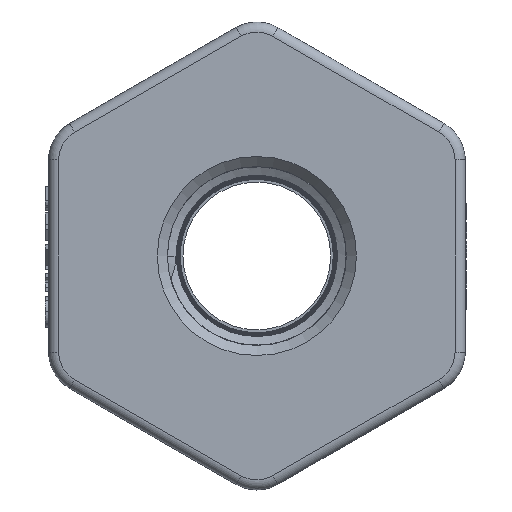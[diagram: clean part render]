
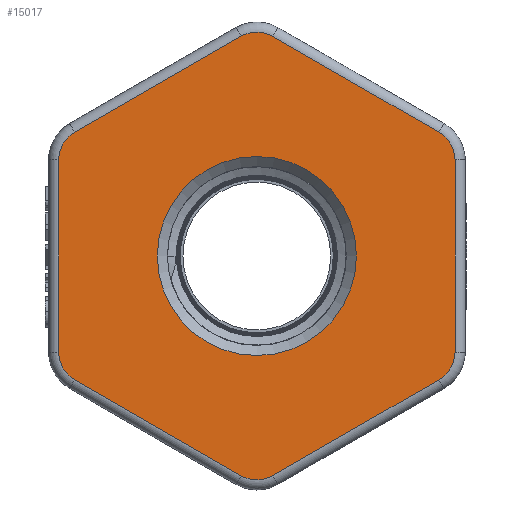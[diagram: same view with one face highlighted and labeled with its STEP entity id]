
A CAD part, left-side view. The second image highlights one B-rep face of the part: STEP entity #15017.
In plain terms, the highlighted planar face has unit normal (-1, 0, 0).
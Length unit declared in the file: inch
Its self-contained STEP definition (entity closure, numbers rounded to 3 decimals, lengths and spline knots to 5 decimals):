
#237=FACE_BOUND('',#1922,.T.);
#302=PLANE('',#16077);
#1050=FACE_OUTER_BOUND('',#1921,.T.);
#1921=EDGE_LOOP('',(#10848,#10849,#10850,#10851,#10852,#10853,#10854,#10855,
#10856,#10857,#10858,#10859));
#1922=EDGE_LOOP('',(#10860));
#2809=CIRCLE('',#16034,0.19);
#2815=CIRCLE('',#16042,0.19);
#2819=CIRCLE('',#16048,0.19);
#2823=CIRCLE('',#16054,0.19);
#2827=CIRCLE('',#16060,0.19);
#2831=CIRCLE('',#16066,0.19);
#2835=CIRCLE('',#16078,0.5925);
#3600=LINE('',#23027,#5137);
#3602=LINE('',#23039,#5139);
#3604=LINE('',#23051,#5141);
#3606=LINE('',#23063,#5143);
#3608=LINE('',#23075,#5145);
#3610=LINE('',#23084,#5147);
#5137=VECTOR('',#17292,0.3937);
#5139=VECTOR('',#17306,0.3937);
#5141=VECTOR('',#17320,0.3937);
#5143=VECTOR('',#17334,0.3937);
#5145=VECTOR('',#17348,0.3937);
#5147=VECTOR('',#17360,0.3937);
#6772=VERTEX_POINT('',#23015);
#6773=VERTEX_POINT('',#23017);
#6775=VERTEX_POINT('',#23023);
#6777=VERTEX_POINT('',#23029);
#6779=VERTEX_POINT('',#23035);
#6781=VERTEX_POINT('',#23041);
#6783=VERTEX_POINT('',#23047);
#6785=VERTEX_POINT('',#23053);
#6787=VERTEX_POINT('',#23059);
#6789=VERTEX_POINT('',#23065);
#6791=VERTEX_POINT('',#23071);
#6793=VERTEX_POINT('',#23077);
#6806=VERTEX_POINT('',#23120);
#8353=EDGE_CURVE('',#6772,#6773,#2809,.T.);
#8358=EDGE_CURVE('',#6773,#6775,#3600,.T.);
#8361=EDGE_CURVE('',#6775,#6777,#2815,.T.);
#8364=EDGE_CURVE('',#6777,#6779,#3602,.T.);
#8367=EDGE_CURVE('',#6779,#6781,#2819,.T.);
#8370=EDGE_CURVE('',#6781,#6783,#3604,.T.);
#8373=EDGE_CURVE('',#6783,#6785,#2823,.T.);
#8376=EDGE_CURVE('',#6785,#6787,#3606,.T.);
#8379=EDGE_CURVE('',#6787,#6789,#2827,.T.);
#8382=EDGE_CURVE('',#6789,#6791,#3608,.T.);
#8385=EDGE_CURVE('',#6791,#6793,#2831,.T.);
#8387=EDGE_CURVE('',#6793,#6772,#3610,.T.);
#8405=EDGE_CURVE('',#6806,#6806,#2835,.T.);
#10848=ORIENTED_EDGE('',*,*,#8353,.F.);
#10849=ORIENTED_EDGE('',*,*,#8387,.F.);
#10850=ORIENTED_EDGE('',*,*,#8385,.F.);
#10851=ORIENTED_EDGE('',*,*,#8382,.F.);
#10852=ORIENTED_EDGE('',*,*,#8379,.F.);
#10853=ORIENTED_EDGE('',*,*,#8376,.F.);
#10854=ORIENTED_EDGE('',*,*,#8373,.F.);
#10855=ORIENTED_EDGE('',*,*,#8370,.F.);
#10856=ORIENTED_EDGE('',*,*,#8367,.F.);
#10857=ORIENTED_EDGE('',*,*,#8364,.F.);
#10858=ORIENTED_EDGE('',*,*,#8361,.F.);
#10859=ORIENTED_EDGE('',*,*,#8358,.F.);
#10860=ORIENTED_EDGE('',*,*,#8405,.T.);
#15017=ADVANCED_FACE('',(#1050,#237),#302,.T.);
#16034=AXIS2_PLACEMENT_3D('',#23018,#17281,#17282);
#16042=AXIS2_PLACEMENT_3D('',#23033,#17299,#17300);
#16048=AXIS2_PLACEMENT_3D('',#23045,#17313,#17314);
#16054=AXIS2_PLACEMENT_3D('',#23057,#17327,#17328);
#16060=AXIS2_PLACEMENT_3D('',#23069,#17341,#17342);
#16066=AXIS2_PLACEMENT_3D('',#23081,#17355,#17356);
#16077=AXIS2_PLACEMENT_3D('',#23119,#17393,#17394);
#16078=AXIS2_PLACEMENT_3D('',#23121,#17395,#17396);
#17281=DIRECTION('center_axis',(1.,0.,0.));
#17282=DIRECTION('ref_axis',(0.,0.866,-0.5));
#17292=DIRECTION('',(0.,0.,1.));
#17299=DIRECTION('center_axis',(1.,0.,0.));
#17300=DIRECTION('ref_axis',(0.,0.866,0.5));
#17306=DIRECTION('',(0.,-0.866,0.5));
#17313=DIRECTION('center_axis',(1.,0.,0.));
#17314=DIRECTION('ref_axis',(0.,0.,1.));
#17320=DIRECTION('',(0.,-0.866,-0.5));
#17327=DIRECTION('center_axis',(1.,0.,0.));
#17328=DIRECTION('ref_axis',(0.,-0.866,0.5));
#17334=DIRECTION('',(0.,0.,-1.));
#17341=DIRECTION('center_axis',(1.,0.,0.));
#17342=DIRECTION('ref_axis',(0.,-0.866,-0.5));
#17348=DIRECTION('',(0.,0.866,-0.5));
#17355=DIRECTION('center_axis',(1.,0.,0.));
#17356=DIRECTION('ref_axis',(0.,0.,-1.));
#17360=DIRECTION('',(0.,0.866,0.5));
#17393=DIRECTION('center_axis',(-1.,0.,0.));
#17394=DIRECTION('ref_axis',(0.,0.,1.));
#17395=DIRECTION('center_axis',(1.,0.,0.));
#17396=DIRECTION('ref_axis',(0.,1.,0.));
#23015=CARTESIAN_POINT('',(0.,1.085,-0.73612));
#23017=CARTESIAN_POINT('',(0.,1.18,-0.57158));
#23018=CARTESIAN_POINT('Origin',(0.,0.99,-0.57158));
#23023=CARTESIAN_POINT('',(0.,1.18,0.57158));
#23027=CARTESIAN_POINT('',(0.,1.18,0.35796));
#23029=CARTESIAN_POINT('',(0.,1.085,0.73612));
#23033=CARTESIAN_POINT('Origin',(0.,0.99,0.57158));
#23035=CARTESIAN_POINT('',(0.,0.095,1.3077));
#23039=CARTESIAN_POINT('',(0.,0.62359,1.00251));
#23041=CARTESIAN_POINT('',(0.,-0.095,1.3077));
#23045=CARTESIAN_POINT('Origin',(0.,0.,1.14315));
#23047=CARTESIAN_POINT('',(0.,-1.085,0.73612));
#23051=CARTESIAN_POINT('',(0.,-0.55641,1.04131));
#23053=CARTESIAN_POINT('',(0.,-1.18,0.57158));
#23057=CARTESIAN_POINT('Origin',(0.,-0.99,0.57158));
#23059=CARTESIAN_POINT('',(0.,-1.18,-0.57158));
#23063=CARTESIAN_POINT('',(0.,-1.18,-0.35796));
#23065=CARTESIAN_POINT('',(0.,-1.085,-0.73612));
#23069=CARTESIAN_POINT('Origin',(0.,-0.99,-0.57158));
#23071=CARTESIAN_POINT('',(0.,-0.095,-1.3077));
#23075=CARTESIAN_POINT('',(0.,0.06359,-1.39926));
#23077=CARTESIAN_POINT('',(0.,0.095,-1.3077));
#23081=CARTESIAN_POINT('Origin',(0.,0.,-1.14315));
#23084=CARTESIAN_POINT('',(0.,1.24359,-0.64456));
#23119=CARTESIAN_POINT('Origin',(0.,0.91625,0.));
#23120=CARTESIAN_POINT('',(0.,-0.5925,0.));
#23121=CARTESIAN_POINT('Origin',(0.,0.,0.));
